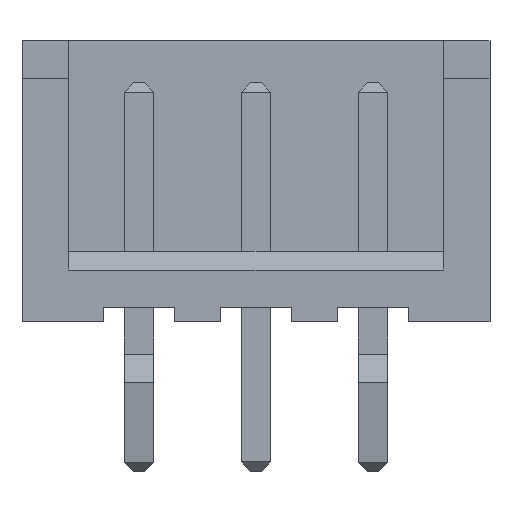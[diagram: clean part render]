
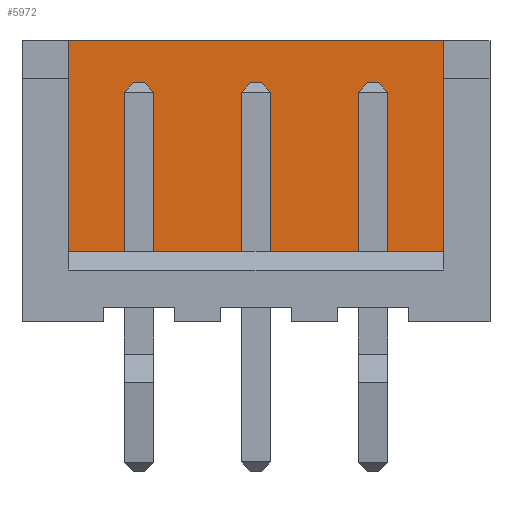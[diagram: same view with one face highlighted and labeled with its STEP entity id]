
A CAD part, front view. The second image highlights one B-rep face of the part: STEP entity #5972.
In plain terms, the highlighted planar face has unit normal (0, -1, 0).
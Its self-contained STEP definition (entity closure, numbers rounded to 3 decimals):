
#2058 = PLANE('',#2059);
#2059 = AXIS2_PLACEMENT_3D('',#2060,#2061,#2062);
#2060 = CARTESIAN_POINT('',(6.5,-0.6,1.5));
#2061 = DIRECTION('',(0.,0.,-1.));
#2062 = DIRECTION('',(-1.,0.,0.));
#2114 = PLANE('',#2115);
#2115 = AXIS2_PLACEMENT_3D('',#2116,#2117,#2118);
#2116 = CARTESIAN_POINT('',(-2.5,-2.2,6.));
#2117 = DIRECTION('',(0.,0.,-1.));
#2118 = DIRECTION('',(-1.,0.,0.));
#4006 = VERTEX_POINT('',#4007);
#4007 = CARTESIAN_POINT('',(7.05,1.15,6.));
#4021 = PLANE('',#4022);
#4022 = AXIS2_PLACEMENT_3D('',#4023,#4024,#4025);
#4023 = CARTESIAN_POINT('',(7.05,0.65,6.));
#4024 = DIRECTION('',(1.,0.,0.));
#4025 = DIRECTION('',(0.,1.,0.));
#4033 = EDGE_CURVE('',#4006,#4034,#4036,.T.);
#4034 = VERTEX_POINT('',#4035);
#4035 = CARTESIAN_POINT('',(-2.05,1.15,6.));
#4036 = SURFACE_CURVE('',#4037,(#4041,#4048),.PCURVE_S1.);
#4037 = LINE('',#4038,#4039);
#4038 = CARTESIAN_POINT('',(7.05,1.15,6.));
#4039 = VECTOR('',#4040,1.);
#4040 = DIRECTION('',(-1.,0.,0.));
#4041 = PCURVE('',#2114,#4042);
#4042 = DEFINITIONAL_REPRESENTATION('',(#4043),#4047);
#4043 = LINE('',#4044,#4045);
#4044 = CARTESIAN_POINT('',(-9.55,3.35));
#4045 = VECTOR('',#4046,1.);
#4046 = DIRECTION('',(1.,0.));
#4047 = ( GEOMETRIC_REPRESENTATION_CONTEXT(2)
PARAMETRIC_REPRESENTATION_CONTEXT() REPRESENTATION_CONTEXT('2D SPACE',''
) );
#4048 = PCURVE('',#4049,#4054);
#4049 = PLANE('',#4050);
#4050 = AXIS2_PLACEMENT_3D('',#4051,#4052,#4053);
#4051 = CARTESIAN_POINT('',(7.05,1.15,6.));
#4052 = DIRECTION('',(0.,1.,0.));
#4053 = DIRECTION('',(-1.,0.,0.));
#4054 = DEFINITIONAL_REPRESENTATION('',(#4055),#4059);
#4055 = LINE('',#4056,#4057);
#4056 = CARTESIAN_POINT('',(0.,0.));
#4057 = VECTOR('',#4058,1.);
#4058 = DIRECTION('',(1.,0.));
#4059 = ( GEOMETRIC_REPRESENTATION_CONTEXT(2)
PARAMETRIC_REPRESENTATION_CONTEXT() REPRESENTATION_CONTEXT('2D SPACE',''
) );
#4077 = PLANE('',#4078);
#4078 = AXIS2_PLACEMENT_3D('',#4079,#4080,#4081);
#4079 = CARTESIAN_POINT('',(-2.05,1.15,6.));
#4080 = DIRECTION('',(-1.,0.,0.));
#4081 = DIRECTION('',(0.,-1.,0.));
#4329 = VERTEX_POINT('',#4330);
#4330 = CARTESIAN_POINT('',(-2.05,1.15,1.5));
#4351 = EDGE_CURVE('',#4352,#4329,#4354,.T.);
#4352 = VERTEX_POINT('',#4353);
#4353 = CARTESIAN_POINT('',(7.05,1.15,1.5));
#4354 = SURFACE_CURVE('',#4355,(#4359,#4366),.PCURVE_S1.);
#4355 = LINE('',#4356,#4357);
#4356 = CARTESIAN_POINT('',(7.05,1.15,1.5));
#4357 = VECTOR('',#4358,1.);
#4358 = DIRECTION('',(-1.,0.,0.));
#4359 = PCURVE('',#2058,#4360);
#4360 = DEFINITIONAL_REPRESENTATION('',(#4361),#4365);
#4361 = LINE('',#4362,#4363);
#4362 = CARTESIAN_POINT('',(-0.55,1.75));
#4363 = VECTOR('',#4364,1.);
#4364 = DIRECTION('',(1.,0.));
#4365 = ( GEOMETRIC_REPRESENTATION_CONTEXT(2)
PARAMETRIC_REPRESENTATION_CONTEXT() REPRESENTATION_CONTEXT('2D SPACE',''
) );
#4366 = PCURVE('',#4049,#4367);
#4367 = DEFINITIONAL_REPRESENTATION('',(#4368),#4372);
#4368 = LINE('',#4369,#4370);
#4369 = CARTESIAN_POINT('',(0.,-4.5));
#4370 = VECTOR('',#4371,1.);
#4371 = DIRECTION('',(1.,0.));
#4372 = ( GEOMETRIC_REPRESENTATION_CONTEXT(2)
PARAMETRIC_REPRESENTATION_CONTEXT() REPRESENTATION_CONTEXT('2D SPACE',''
) );
#5949 = EDGE_CURVE('',#4034,#4329,#5950,.T.);
#5950 = SURFACE_CURVE('',#5951,(#5955,#5962),.PCURVE_S1.);
#5951 = LINE('',#5952,#5953);
#5952 = CARTESIAN_POINT('',(-2.05,1.15,6.));
#5953 = VECTOR('',#5954,1.);
#5954 = DIRECTION('',(0.,0.,-1.));
#5955 = PCURVE('',#4077,#5956);
#5956 = DEFINITIONAL_REPRESENTATION('',(#5957),#5961);
#5957 = LINE('',#5958,#5959);
#5958 = CARTESIAN_POINT('',(0.,0.));
#5959 = VECTOR('',#5960,1.);
#5960 = DIRECTION('',(0.,-1.));
#5961 = ( GEOMETRIC_REPRESENTATION_CONTEXT(2)
PARAMETRIC_REPRESENTATION_CONTEXT() REPRESENTATION_CONTEXT('2D SPACE',''
) );
#5962 = PCURVE('',#4049,#5963);
#5963 = DEFINITIONAL_REPRESENTATION('',(#5964),#5968);
#5964 = LINE('',#5965,#5966);
#5965 = CARTESIAN_POINT('',(9.1,0.));
#5966 = VECTOR('',#5967,1.);
#5967 = DIRECTION('',(0.,-1.));
#5968 = ( GEOMETRIC_REPRESENTATION_CONTEXT(2)
PARAMETRIC_REPRESENTATION_CONTEXT() REPRESENTATION_CONTEXT('2D SPACE',''
) );
#5972 = ADVANCED_FACE('',(#5973),#4049,.F.);
#5973 = FACE_BOUND('',#5974,.F.);
#5974 = EDGE_LOOP('',(#5975,#5996,#5997,#5998));
#5975 = ORIENTED_EDGE('',*,*,#5976,.T.);
#5976 = EDGE_CURVE('',#4006,#4352,#5977,.T.);
#5977 = SURFACE_CURVE('',#5978,(#5982,#5989),.PCURVE_S1.);
#5978 = LINE('',#5979,#5980);
#5979 = CARTESIAN_POINT('',(7.05,1.15,6.));
#5980 = VECTOR('',#5981,1.);
#5981 = DIRECTION('',(0.,0.,-1.));
#5982 = PCURVE('',#4049,#5983);
#5983 = DEFINITIONAL_REPRESENTATION('',(#5984),#5988);
#5984 = LINE('',#5985,#5986);
#5985 = CARTESIAN_POINT('',(0.,0.));
#5986 = VECTOR('',#5987,1.);
#5987 = DIRECTION('',(0.,-1.));
#5988 = ( GEOMETRIC_REPRESENTATION_CONTEXT(2)
PARAMETRIC_REPRESENTATION_CONTEXT() REPRESENTATION_CONTEXT('2D SPACE',''
) );
#5989 = PCURVE('',#4021,#5990);
#5990 = DEFINITIONAL_REPRESENTATION('',(#5991),#5995);
#5991 = LINE('',#5992,#5993);
#5992 = CARTESIAN_POINT('',(0.5,0.));
#5993 = VECTOR('',#5994,1.);
#5994 = DIRECTION('',(0.,-1.));
#5995 = ( GEOMETRIC_REPRESENTATION_CONTEXT(2)
PARAMETRIC_REPRESENTATION_CONTEXT() REPRESENTATION_CONTEXT('2D SPACE',''
) );
#5996 = ORIENTED_EDGE('',*,*,#4351,.T.);
#5997 = ORIENTED_EDGE('',*,*,#5949,.F.);
#5998 = ORIENTED_EDGE('',*,*,#4033,.F.);
